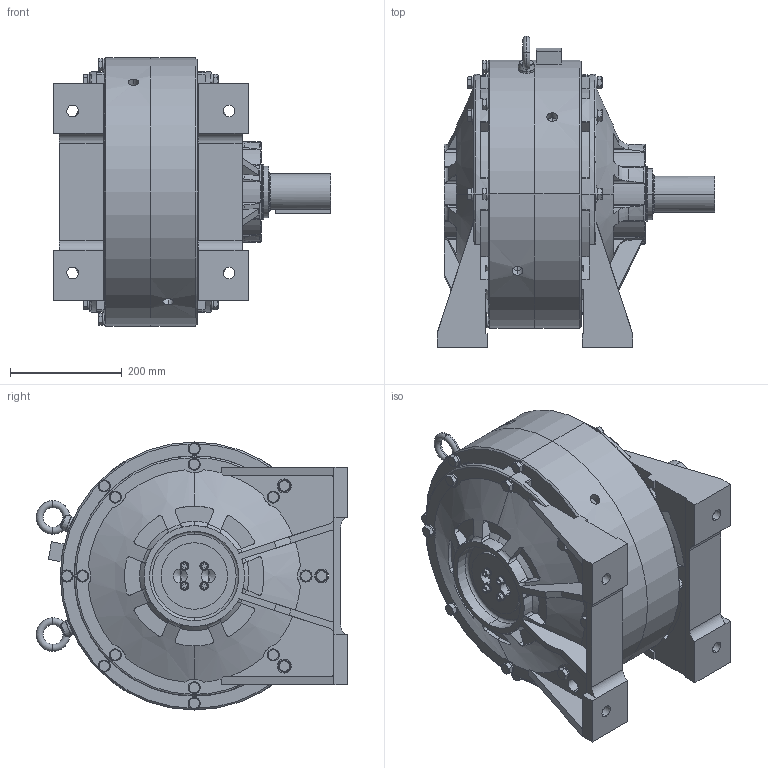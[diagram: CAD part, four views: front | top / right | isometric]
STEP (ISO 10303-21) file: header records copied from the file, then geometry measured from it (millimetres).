
FILE_DESCRIPTION (( 'STEP AP203' ), '1' );
FILE_NAME ('YPP616679.STEP', '2020-12-24T07:45:00', ( '' ), ( '' ), 'SwSTEP 2.0', 'SolidWorks 2016', '' );
FILE_SCHEMA (( 'CONFIG_CONTROL_DESIGN' ));
Length unit declared in the file: millimetre
Products named in the file (1): YPP616679
Bounding box: 497.5 x 558.14 x 480 mm (x, y, z)
Volume: 47006126.9 mm3; surface area: 1734310.2 mm2
Topology: 65 solids, 65 shells, 1117 faces, 2838 edges, 1822 vertices
Faces by surface type: plane 491, cylinder 420, cone 154, torus 52
Entity records: 38115 total; most frequent: CARTESIAN_POINT 11486, ORIENTED_EDGE 5572, DIRECTION 5424, EDGE_CURVE 2786, AXIS2_PLACEMENT_3D 2058, VERTEX_POINT 1822, LINE 1308, VECTOR 1308
